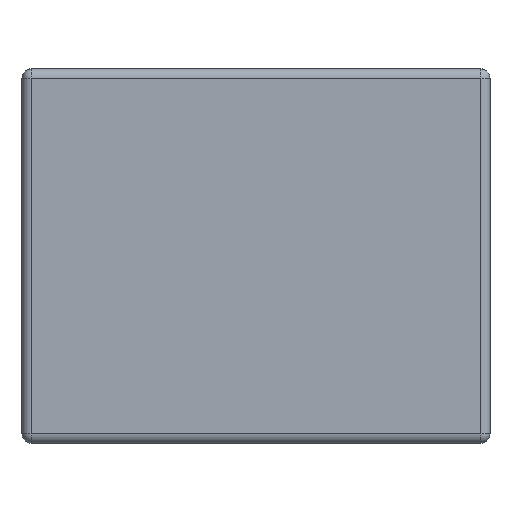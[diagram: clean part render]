
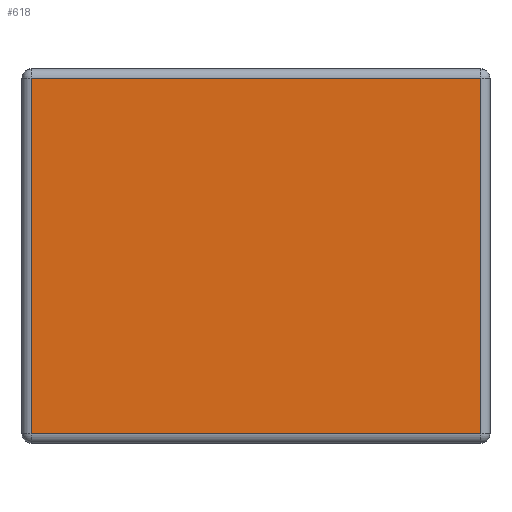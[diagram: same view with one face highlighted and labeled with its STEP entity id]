
A CAD part, left-side view. The second image highlights one B-rep face of the part: STEP entity #618.
In plain terms, the highlighted planar face has unit normal (-1, 0, 0).
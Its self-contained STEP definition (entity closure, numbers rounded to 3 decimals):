
#618 = ADVANCED_FACE('',(#619),#653,.F.);
#619 = FACE_BOUND('',#620,.T.);
#620 = EDGE_LOOP('',(#621,#631,#639,#647));
#621 = ORIENTED_EDGE('',*,*,#622,.T.);
#622 = EDGE_CURVE('',#623,#625,#627,.T.);
#623 = VERTEX_POINT('',#624);
#624 = CARTESIAN_POINT('',(-1.6,1.2,1.95));
#625 = VERTEX_POINT('',#626);
#626 = CARTESIAN_POINT('',(-1.6,1.2,0.05));
#627 = LINE('',#628,#629);
#628 = CARTESIAN_POINT('',(-1.6,1.2,0.));
#629 = VECTOR('',#630,1.);
#630 = DIRECTION('',(0.,0.,-1.));
#631 = ORIENTED_EDGE('',*,*,#632,.T.);
#632 = EDGE_CURVE('',#625,#633,#635,.T.);
#633 = VERTEX_POINT('',#634);
#634 = CARTESIAN_POINT('',(-1.6,-1.2,0.05));
#635 = LINE('',#636,#637);
#636 = CARTESIAN_POINT('',(-1.6,0.,0.05));
#637 = VECTOR('',#638,1.);
#638 = DIRECTION('',(0.,-1.,0.));
#639 = ORIENTED_EDGE('',*,*,#640,.T.);
#640 = EDGE_CURVE('',#633,#641,#643,.T.);
#641 = VERTEX_POINT('',#642);
#642 = CARTESIAN_POINT('',(-1.6,-1.2,1.95));
#643 = LINE('',#644,#645);
#644 = CARTESIAN_POINT('',(-1.6,-1.2,0.));
#645 = VECTOR('',#646,1.);
#646 = DIRECTION('',(0.,0.,1.));
#647 = ORIENTED_EDGE('',*,*,#648,.T.);
#648 = EDGE_CURVE('',#641,#623,#649,.T.);
#649 = LINE('',#650,#651);
#650 = CARTESIAN_POINT('',(-1.6,0.,1.95));
#651 = VECTOR('',#652,1.);
#652 = DIRECTION('',(0.,1.,0.));
#653 = PLANE('',#654);
#654 = AXIS2_PLACEMENT_3D('',#655,#656,#657);
#655 = CARTESIAN_POINT('',(-1.6,0.,0.));
#656 = DIRECTION('',(1.,0.,0.));
#657 = DIRECTION('',(0.,1.,0.));
